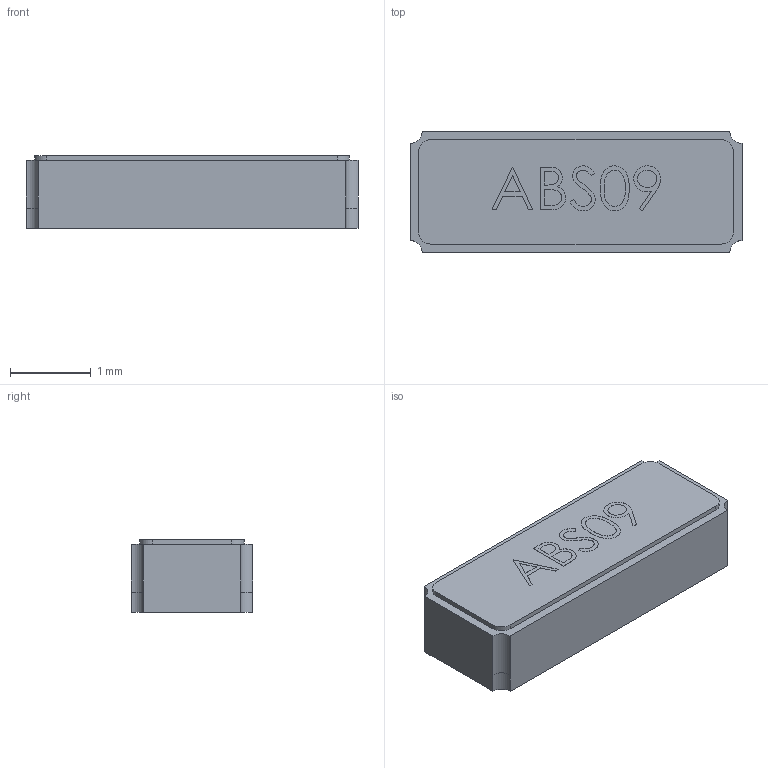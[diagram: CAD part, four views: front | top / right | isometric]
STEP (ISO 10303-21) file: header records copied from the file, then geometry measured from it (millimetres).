
FILE_DESCRIPTION (( 'STEP AP214' ), '1' );
FILE_NAME ('ABS09.STEP', '2013-08-06T10:08:20', ( '' ), ( '' ), 'SwSTEP 2.0', 'SolidWorks 2012', '' );
FILE_SCHEMA (( 'AUTOMOTIVE_DESIGN' ));
Length unit declared in the file: millimetre
Products named in the file (1): ABS09
Bounding box: 4.1 x 1.5 x 0.9 mm (x, y, z)
Volume: 5.4 mm3; surface area: 22 mm2
Topology: 1 solids, 1 shells, 110 faces, 299 edges, 204 vertices
Faces by surface type: plane 56, bspline 42, cylinder 12
Entity records: 7031 total; most frequent: CARTESIAN_POINT 3256, ORIENTED_EDGE 598, DIRECTION 377, EDGE_CURVE 299, VERTEX_POINT 204, LINE 191, VECTOR 191, EDGE_LOOP 123
